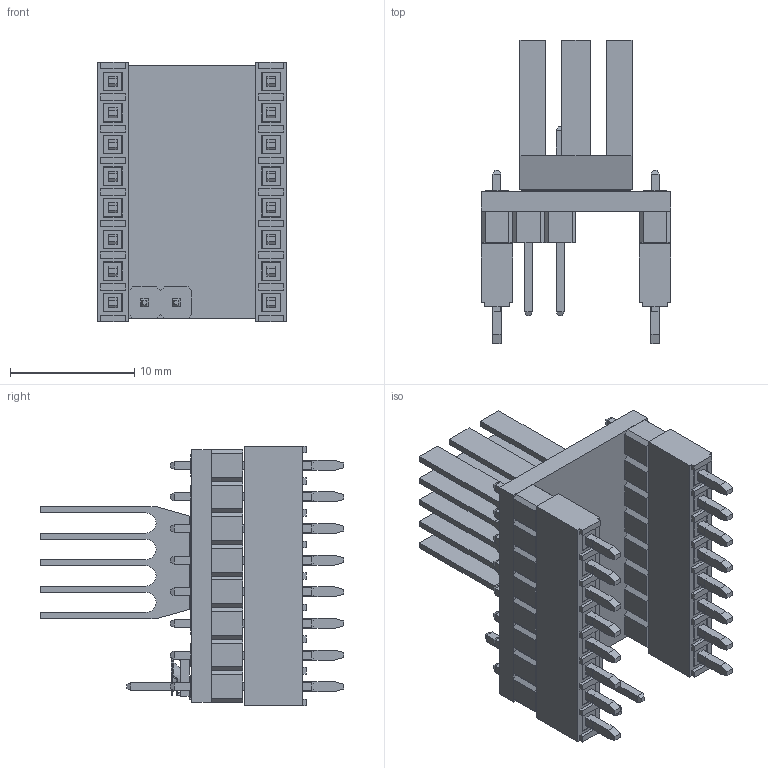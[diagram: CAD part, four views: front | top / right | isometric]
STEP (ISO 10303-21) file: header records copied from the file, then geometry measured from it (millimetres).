
FILE_DESCRIPTION(/* description */ (''),/* implementation_level */ '2;1');
FILE_NAME(/* name */ 'BTT TMC2209-V1.2 v2.step',/* time_stamp */ '2023-03-03T00:14:48+13:00',/* author */ (''),/* organization */ (''),/* preprocessor_version */ 'ST-DEVELOPER v19.2',/* originating_system */ 'Autodesk Translation Framework v11.17.0.187',/* authorisation */ '');
FILE_SCHEMA (('AUTOMOTIVE_DESIGN { 1 0 10303 214 3 1 1 }'));
Length unit declared in the file: millimetre
Products named in the file (10): BTT TMC2209-V1.2; TMC2209_board; Pin_Header_1x2_red; Pin_Header_1x8_red; Pin_Header_1x8_black; EVM-3E___ _________; TMC2209_heatsink; 8-Pin Header - Female - 2.54mm; 8-Pin Header - Female - 2.54mm_1; 8er Pin Header Female
Assembly tree (10 placements, depth 3):
  BTT TMC2209-V1.2
    TMC2209_board
    Pin_Header_1x2_red
    Pin_Header_1x8_red
    Pin_Header_1x8_black
    EVM-3E___ _________
    TMC2209_heatsink
    8-Pin Header - Female - 2.54mm
      8er Pin Header Female
    8-Pin Header - Female - 2.54mm_1
      8er Pin Header Female
Bounding box: 15.24 x 24.38 x 20.82 mm (x, y, z)
Volume: 1660.5 mm3; surface area: 4686.2 mm2
Topology: 42 solids, 42 shells, 1409 faces, 3641 edges, 2475 vertices
Faces by surface type: plane 1305, cylinder 77, bspline 20, sphere 4, cone 3
Full cylindrical faces by diameter (mm): 1 x18, 1.8 x17
Entity records: 37665 total; most frequent: CARTESIAN_POINT 9220, ORIENTED_EDGE 5850, DIRECTION 5110, EDGE_CURVE 2925, LINE 2524, VECTOR 2524, VERTEX_POINT 2011, AXIS2_PLACEMENT_3D 1293
